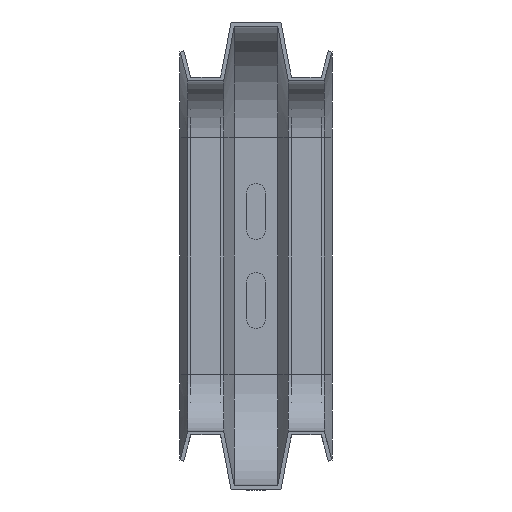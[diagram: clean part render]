
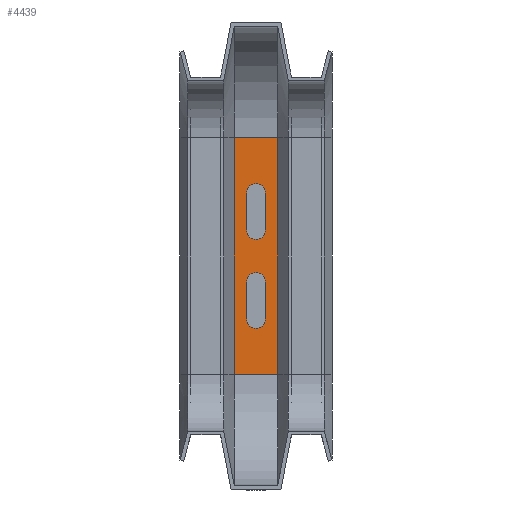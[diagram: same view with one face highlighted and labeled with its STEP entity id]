
A CAD part, front view. The second image highlights one B-rep face of the part: STEP entity #4439.
In plain terms, the highlighted planar face has unit normal (0, -1, 0).
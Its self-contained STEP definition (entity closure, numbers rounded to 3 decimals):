
#229=FACE_OUTER_BOUND('',#435,.T.);
#435=EDGE_LOOP('',(#3873,#3874,#3875,#3876));
#959=LINE('',#7021,#1543);
#985=LINE('',#7082,#1569);
#986=LINE('',#7085,#1570);
#987=LINE('',#7086,#1571);
#1543=VECTOR('',#5668,1.);
#1569=VECTOR('',#5734,1.);
#1570=VECTOR('',#5737,1.);
#1571=VECTOR('',#5738,1.);
#2099=VERTEX_POINT('',#7016);
#2100=VERTEX_POINT('',#7020);
#2115=VERTEX_POINT('',#7080);
#2116=VERTEX_POINT('',#7084);
#2718=EDGE_CURVE('',#2100,#2099,#959,.T.);
#2749=EDGE_CURVE('',#2115,#2099,#985,.T.);
#2750=EDGE_CURVE('',#2116,#2115,#986,.T.);
#2751=EDGE_CURVE('',#2116,#2100,#987,.T.);
#3873=ORIENTED_EDGE('',*,*,#2750,.T.);
#3874=ORIENTED_EDGE('',*,*,#2749,.T.);
#3875=ORIENTED_EDGE('',*,*,#2718,.F.);
#3876=ORIENTED_EDGE('',*,*,#2751,.F.);
#4249=PLANE('',#4746);
#4439=ADVANCED_FACE('',(#229),#4249,.T.);
#4746=AXIS2_PLACEMENT_3D('',#7083,#5735,#5736);
#5668=DIRECTION('',(-1.,0.,0.));
#5734=DIRECTION('',(0.,0.,-1.));
#5735=DIRECTION('center_axis',(0.,-1.,0.));
#5736=DIRECTION('ref_axis',(-1.,0.,0.));
#5737=DIRECTION('',(-1.,0.,0.));
#5738=DIRECTION('',(0.,0.,-1.));
#7016=CARTESIAN_POINT('',(26.46,478.75,38.492));
#7020=CARTESIAN_POINT('',(45.933,478.75,38.492));
#7021=CARTESIAN_POINT('',(45.933,478.75,38.492));
#7080=CARTESIAN_POINT('',(26.46,478.75,144.992));
#7082=CARTESIAN_POINT('',(26.46,478.75,144.992));
#7083=CARTESIAN_POINT('Origin',(45.933,478.75,144.992));
#7084=CARTESIAN_POINT('',(45.933,478.75,144.992));
#7085=CARTESIAN_POINT('',(45.933,478.75,144.992));
#7086=CARTESIAN_POINT('',(45.933,478.75,144.992));
